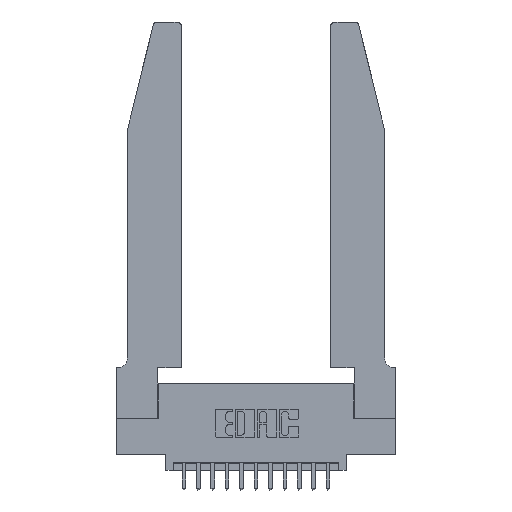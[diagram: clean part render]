
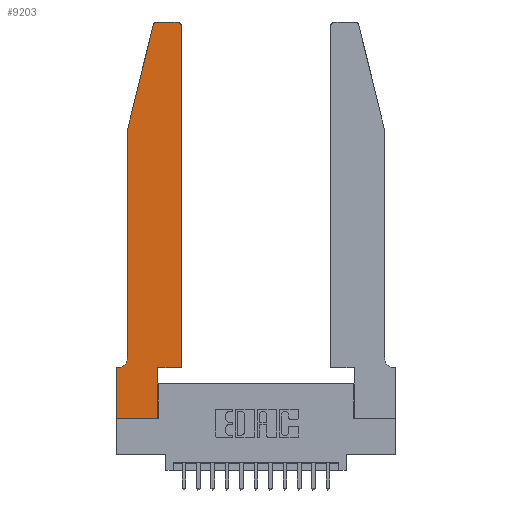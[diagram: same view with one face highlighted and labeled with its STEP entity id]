
A CAD part, top view. The second image highlights one B-rep face of the part: STEP entity #9203.
In plain terms, the highlighted planar face has unit normal (0, 0, 1).
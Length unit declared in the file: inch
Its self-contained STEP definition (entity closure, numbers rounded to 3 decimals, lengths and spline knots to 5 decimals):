
#186 = CARTESIAN_POINT ( 'NONE',  ( 0.4505, 0.35, 0.37 ) ) ;
#242 = DIRECTION ( 'NONE',  ( 1., 0., 0. ) ) ;
#304 = CARTESIAN_POINT ( 'NONE',  ( 0.25487, 2.72718, 0.37 ) ) ;
#444 = AXIS2_PLACEMENT_3D ( 'NONE', #10243, #1911, #14282 ) ;
#510 = VERTEX_POINT ( 'NONE', #3959 ) ;
#519 = LINE ( 'NONE', #10008, #8186 ) ;
#520 = ORIENTED_EDGE ( 'NONE', *, *, #3038, .T. ) ;
#624 = ORIENTED_EDGE ( 'NONE', *, *, #8339, .T. ) ;
#701 = LINE ( 'NONE', #5611, #6420 ) ;
#714 = VECTOR ( 'NONE', #5602, 39.37008 ) ;
#861 = CARTESIAN_POINT ( 'NONE',  ( 0.4505, 0.35, 0.37 ) ) ;
#1347 = ORIENTED_EDGE ( 'NONE', *, *, #17092, .T. ) ;
#1694 = LINE ( 'NONE', #186, #4068 ) ;
#1792 = CIRCLE ( 'NONE', #10229, 0.03 ) ;
#1911 = DIRECTION ( 'NONE',  ( 0., 0., 1. ) ) ;
#2081 = VERTEX_POINT ( 'NONE', #304 ) ;
#2506 = CARTESIAN_POINT ( 'NONE',  ( 0.284, 2.72, 0.37 ) ) ;
#2665 = EDGE_CURVE ( 'NONE', #510, #14537, #6157, .T. ) ;
#2797 = CARTESIAN_POINT ( 'NONE',  ( 0.0755, 0.42, 0.37 ) ) ;
#3038 = EDGE_CURVE ( 'NONE', #12699, #16515, #1694, .T. ) ;
#3295 = EDGE_CURVE ( 'NONE', #14537, #12699, #13097, .T. ) ;
#3681 = CARTESIAN_POINT ( 'NONE',  ( 0., 0., 0.37 ) ) ;
#3766 = DIRECTION ( 'NONE',  ( 0., 1., 0. ) ) ;
#3790 = VERTEX_POINT ( 'NONE', #2797 ) ;
#3959 = CARTESIAN_POINT ( 'NONE',  ( 0., 0., 0.37 ) ) ;
#3985 = DIRECTION ( 'NONE',  ( 1., 0., 0. ) ) ;
#4061 = ORIENTED_EDGE ( 'NONE', *, *, #15842, .T. ) ;
#4068 = VECTOR ( 'NONE', #242, 39.37008 ) ;
#4108 = DIRECTION ( 'NONE',  ( 0., 0., -1. ) ) ;
#4173 = CIRCLE ( 'NONE', #5267, 0.07 ) ;
#4273 = FACE_OUTER_BOUND ( 'NONE', #12691, .T. ) ;
#4741 = CARTESIAN_POINT ( 'NONE',  ( 0.2605, 2.75, 0.37 ) ) ;
#5267 = AXIS2_PLACEMENT_3D ( 'NONE', #11005, #4108, #13781 ) ;
#5602 = DIRECTION ( 'NONE',  ( 0., -1., 0. ) ) ;
#5611 = CARTESIAN_POINT ( 'NONE',  ( 0.0755, 2., 0.37 ) ) ;
#5833 = DIRECTION ( 'NONE',  ( -0.239, -0.971, 0. ) ) ;
#6134 = CARTESIAN_POINT ( 'NONE',  ( 0.4205, 2.75, 0.37 ) ) ;
#6157 = LINE ( 'NONE', #3681, #15660 ) ;
#6260 = DIRECTION ( 'NONE',  ( 0., -1., 0. ) ) ;
#6420 = VECTOR ( 'NONE', #5833, 39.37008 ) ;
#7006 = DIRECTION ( 'NONE',  ( 0., 1., 0. ) ) ;
#7109 = EDGE_CURVE ( 'NONE', #10157, #510, #10606, .T. ) ;
#7207 = ORIENTED_EDGE ( 'NONE', *, *, #3295, .T. ) ;
#7465 = PLANE ( 'NONE',  #444 ) ;
#7489 = DIRECTION ( 'NONE',  ( 1., 0., 0. ) ) ;
#7853 = ORIENTED_EDGE ( 'NONE', *, *, #15519, .T. ) ;
#8186 = VECTOR ( 'NONE', #16859, 39.37008 ) ;
#8339 = EDGE_CURVE ( 'NONE', #10964, #3790, #9276, .T. ) ;
#8621 = ORIENTED_EDGE ( 'NONE', *, *, #14831, .T. ) ;
#8755 = DIRECTION ( 'NONE',  ( 0., 0., 1. ) ) ;
#9019 = CARTESIAN_POINT ( 'NONE',  ( 0.0755, 2., 0.37 ) ) ;
#9203 = ADVANCED_FACE ( 'NONE', ( #4273 ), #7465, .T. ) ;
#9276 = LINE ( 'NONE', #12498, #714 ) ;
#9318 = CIRCLE ( 'NONE', #11379, 0.03 ) ;
#9408 = ORIENTED_EDGE ( 'NONE', *, *, #9635, .T. ) ;
#9464 = VECTOR ( 'NONE', #7006, 39.37008 ) ;
#9635 = EDGE_CURVE ( 'NONE', #16515, #12316, #15447, .T. ) ;
#9824 = CARTESIAN_POINT ( 'NONE',  ( 0., 0.35, 0.37 ) ) ;
#10008 = CARTESIAN_POINT ( 'NONE',  ( 0.0755, 0.35, 0.37 ) ) ;
#10157 = VERTEX_POINT ( 'NONE', #9824 ) ;
#10173 = VECTOR ( 'NONE', #6260, 39.37008 ) ;
#10229 = AXIS2_PLACEMENT_3D ( 'NONE', #2506, #14941, #3985 ) ;
#10243 = CARTESIAN_POINT ( 'NONE',  ( 0., 0.35, 0.37 ) ) ;
#10606 = LINE ( 'NONE', #14728, #10173 ) ;
#10964 = VERTEX_POINT ( 'NONE', #9019 ) ;
#11005 = CARTESIAN_POINT ( 'NONE',  ( 0.0055, 0.42, 0.37 ) ) ;
#11370 = ORIENTED_EDGE ( 'NONE', *, *, #2665, .T. ) ;
#11379 = AXIS2_PLACEMENT_3D ( 'NONE', #17104, #8755, #7489 ) ;
#11962 = DIRECTION ( 'NONE',  ( 1., 0., 0. ) ) ;
#12316 = VERTEX_POINT ( 'NONE', #13049 ) ;
#12498 = CARTESIAN_POINT ( 'NONE',  ( 0.0755, 2., 0.37 ) ) ;
#12504 = CARTESIAN_POINT ( 'NONE',  ( 0.2865, 0.35, 0.37 ) ) ;
#12575 = ORIENTED_EDGE ( 'NONE', *, *, #15080, .T. ) ;
#12648 = VECTOR ( 'NONE', #3766, 39.37008 ) ;
#12691 = EDGE_LOOP ( 'NONE', ( #8621, #12575, #1347, #624, #16582, #4061, #13857, #11370, #7207, #520, #9408, #7853 ) ) ;
#12699 = VERTEX_POINT ( 'NONE', #12727 ) ;
#12727 = CARTESIAN_POINT ( 'NONE',  ( 0.2865, 0.35, 0.37 ) ) ;
#13049 = CARTESIAN_POINT ( 'NONE',  ( 0.4505, 2.72, 0.37 ) ) ;
#13097 = LINE ( 'NONE', #12504, #9464 ) ;
#13498 = VERTEX_POINT ( 'NONE', #15886 ) ;
#13781 = DIRECTION ( 'NONE',  ( -1., 0., 0. ) ) ;
#13857 = ORIENTED_EDGE ( 'NONE', *, *, #7109, .T. ) ;
#14282 = DIRECTION ( 'NONE',  ( 1., 0., 0. ) ) ;
#14537 = VERTEX_POINT ( 'NONE', #17700 ) ;
#14574 = EDGE_CURVE ( 'NONE', #3790, #14971, #4173, .T. ) ;
#14728 = CARTESIAN_POINT ( 'NONE',  ( 0., 0., 0.37 ) ) ;
#14831 = EDGE_CURVE ( 'NONE', #15560, #13498, #15773, .T. ) ;
#14941 = DIRECTION ( 'NONE',  ( 0., 0., 1. ) ) ;
#14971 = VERTEX_POINT ( 'NONE', #17240 ) ;
#15080 = EDGE_CURVE ( 'NONE', #13498, #2081, #1792, .T. ) ;
#15447 = LINE ( 'NONE', #861, #12648 ) ;
#15464 = CARTESIAN_POINT ( 'NONE',  ( 0.4505, 0.35, 0.37 ) ) ;
#15519 = EDGE_CURVE ( 'NONE', #12316, #15560, #9318, .T. ) ;
#15560 = VERTEX_POINT ( 'NONE', #6134 ) ;
#15660 = VECTOR ( 'NONE', #11962, 39.37008 ) ;
#15773 = LINE ( 'NONE', #4741, #17717 ) ;
#15842 = EDGE_CURVE ( 'NONE', #14971, #10157, #519, .T. ) ;
#15886 = CARTESIAN_POINT ( 'NONE',  ( 0.284, 2.75, 0.37 ) ) ;
#16515 = VERTEX_POINT ( 'NONE', #15464 ) ;
#16582 = ORIENTED_EDGE ( 'NONE', *, *, #14574, .T. ) ;
#16859 = DIRECTION ( 'NONE',  ( -1., 0., 0. ) ) ;
#17064 = DIRECTION ( 'NONE',  ( -1., 0., 0. ) ) ;
#17092 = EDGE_CURVE ( 'NONE', #2081, #10964, #701, .T. ) ;
#17104 = CARTESIAN_POINT ( 'NONE',  ( 0.4205, 2.72, 0.37 ) ) ;
#17240 = CARTESIAN_POINT ( 'NONE',  ( 0.0055, 0.35, 0.37 ) ) ;
#17700 = CARTESIAN_POINT ( 'NONE',  ( 0.2865, 0., 0.37 ) ) ;
#17717 = VECTOR ( 'NONE', #17064, 39.37008 ) ;
